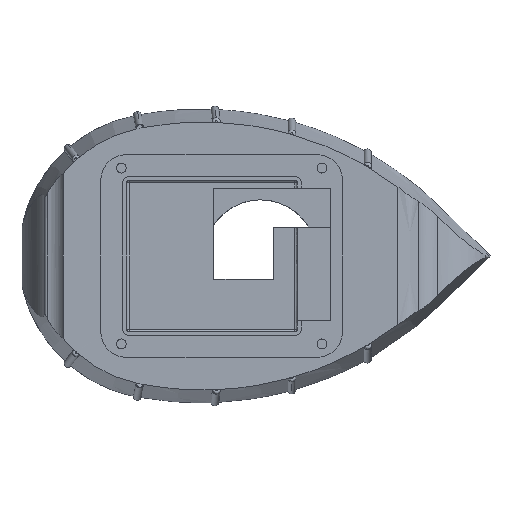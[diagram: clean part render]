
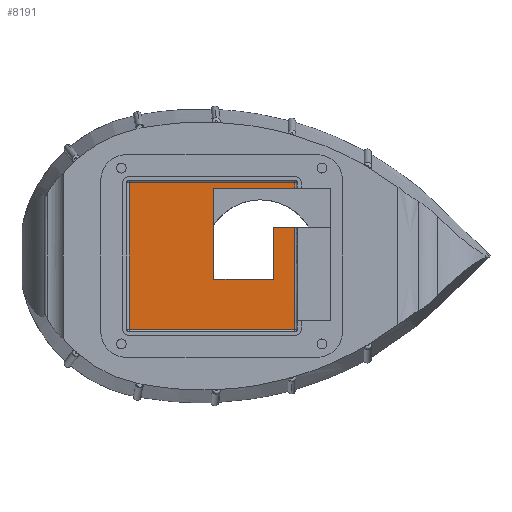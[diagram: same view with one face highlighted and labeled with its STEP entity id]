
A CAD part, front view. The second image highlights one B-rep face of the part: STEP entity #8191.
In plain terms, the highlighted planar face has unit normal (0, -1, 0).
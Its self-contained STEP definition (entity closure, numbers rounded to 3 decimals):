
#15 = LINE ( 'NONE', #9133, #8490 ) ;
#536 = CARTESIAN_POINT ( 'NONE',  ( -18., 17.952, 0. ) ) ;
#651 = VERTEX_POINT ( 'NONE', #5179 ) ;
#668 = CARTESIAN_POINT ( 'NONE',  ( 13.1, 17.952, -28.125 ) ) ;
#766 = DIRECTION ( 'NONE',  ( 0., -1., 0. ) ) ;
#1011 = EDGE_CURVE ( 'NONE', #8364, #9826, #6798, .T. ) ;
#1118 = VERTEX_POINT ( 'NONE', #668 ) ;
#1255 = LINE ( 'NONE', #11339, #2573 ) ;
#1541 = EDGE_CURVE ( 'NONE', #5022, #6144, #9477, .T. ) ;
#1559 = FACE_OUTER_BOUND ( 'NONE', #8227, .T. ) ;
#1711 = CARTESIAN_POINT ( 'NONE',  ( -50.5, 17.952, 28.125 ) ) ;
#1752 = DIRECTION ( 'NONE',  ( -1., 0., 0. ) ) ;
#2267 = DIRECTION ( 'NONE',  ( 1., 0., 0. ) ) ;
#2312 = VECTOR ( 'NONE', #6880, 1000. ) ;
#2423 = CARTESIAN_POINT ( 'NONE',  ( -15., 17.952, -9. ) ) ;
#2573 = VECTOR ( 'NONE', #12520, 1000. ) ;
#2665 = DIRECTION ( 'NONE',  ( -1., 0., 0. ) ) ;
#3103 = LINE ( 'NONE', #7120, #9537 ) ;
#3399 = CARTESIAN_POINT ( 'NONE',  ( -18., 17.952, -9. ) ) ;
#3423 = EDGE_CURVE ( 'NONE', #651, #10792, #12765, .T. ) ;
#3609 = EDGE_CURVE ( 'NONE', #5214, #5022, #7869, .T. ) ;
#4067 = VECTOR ( 'NONE', #10534, 1000. ) ;
#4082 = ORIENTED_EDGE ( 'NONE', *, *, #9124, .T. ) ;
#4158 = DIRECTION ( 'NONE',  ( 0., 0., -1. ) ) ;
#4317 = VECTOR ( 'NONE', #9643, 1000. ) ;
#4526 = LINE ( 'NONE', #2423, #4067 ) ;
#4709 = CARTESIAN_POINT ( 'NONE',  ( 5., 17.952, 0. ) ) ;
#4813 = ORIENTED_EDGE ( 'NONE', *, *, #9762, .F. ) ;
#5022 = VERTEX_POINT ( 'NONE', #5670 ) ;
#5179 = CARTESIAN_POINT ( 'NONE',  ( 13.1, 17.952, 28.125 ) ) ;
#5214 = VERTEX_POINT ( 'NONE', #10891 ) ;
#5670 = CARTESIAN_POINT ( 'NONE',  ( 5., 17.952, 11.125 ) ) ;
#5724 = EDGE_CURVE ( 'NONE', #6762, #11781, #15, .T. ) ;
#5767 = CARTESIAN_POINT ( 'NONE',  ( -18., 17.952, 26.125 ) ) ;
#5924 = ORIENTED_EDGE ( 'NONE', *, *, #1541, .F. ) ;
#6144 = VERTEX_POINT ( 'NONE', #8043 ) ;
#6314 = VECTOR ( 'NONE', #12900, 1000. ) ;
#6368 = DIRECTION ( 'NONE',  ( 1., 0., 0. ) ) ;
#6536 = VECTOR ( 'NONE', #1752, 1000. ) ;
#6594 = CARTESIAN_POINT ( 'NONE',  ( 13.1, 17.952, 26.125 ) ) ;
#6739 = ORIENTED_EDGE ( 'NONE', *, *, #1011, .T. ) ;
#6750 = LINE ( 'NONE', #10781, #6536 ) ;
#6762 = VERTEX_POINT ( 'NONE', #7421 ) ;
#6798 = LINE ( 'NONE', #536, #4317 ) ;
#6824 = PLANE ( 'NONE',  #7213 ) ;
#6880 = DIRECTION ( 'NONE',  ( 0., 0., 1. ) ) ;
#7081 = CARTESIAN_POINT ( 'NONE',  ( -15., 17.952, 26.125 ) ) ;
#7093 = ORIENTED_EDGE ( 'NONE', *, *, #3423, .F. ) ;
#7115 = ORIENTED_EDGE ( 'NONE', *, *, #3609, .F. ) ;
#7120 = CARTESIAN_POINT ( 'NONE',  ( 13.1, 17.952, 0. ) ) ;
#7213 = AXIS2_PLACEMENT_3D ( 'NONE', #10858, #766, #2665 ) ;
#7421 = CARTESIAN_POINT ( 'NONE',  ( -50.5, 17.952, -28.125 ) ) ;
#7456 = ORIENTED_EDGE ( 'NONE', *, *, #7714, .F. ) ;
#7714 = EDGE_CURVE ( 'NONE', #6144, #1118, #3103, .T. ) ;
#7869 = LINE ( 'NONE', #4709, #2312 ) ;
#8043 = CARTESIAN_POINT ( 'NONE',  ( 13.1, 17.952, 11.125 ) ) ;
#8191 = ADVANCED_FACE ( 'NONE', ( #1559 ), #6824, .T. ) ;
#8227 = EDGE_LOOP ( 'NONE', ( #4082, #7093, #11731, #9098, #4813, #7456, #5924, #7115, #10213, #6739 ) ) ;
#8319 = VECTOR ( 'NONE', #6368, 1000. ) ;
#8351 = CARTESIAN_POINT ( 'NONE',  ( -15., 17.952, 11.125 ) ) ;
#8364 = VERTEX_POINT ( 'NONE', #3399 ) ;
#8490 = VECTOR ( 'NONE', #9921, 1000. ) ;
#8551 = EDGE_CURVE ( 'NONE', #8364, #5214, #4526, .T. ) ;
#9098 = ORIENTED_EDGE ( 'NONE', *, *, #5724, .F. ) ;
#9124 = EDGE_CURVE ( 'NONE', #9826, #10792, #12298, .T. ) ;
#9133 = CARTESIAN_POINT ( 'NONE',  ( -50.5, 17.952, 0. ) ) ;
#9477 = LINE ( 'NONE', #8351, #8319 ) ;
#9537 = VECTOR ( 'NONE', #4158, 1000. ) ;
#9643 = DIRECTION ( 'NONE',  ( 0., 0., 1. ) ) ;
#9762 = EDGE_CURVE ( 'NONE', #1118, #6762, #6750, .T. ) ;
#9826 = VERTEX_POINT ( 'NONE', #5767 ) ;
#9921 = DIRECTION ( 'NONE',  ( 0., 0., 1. ) ) ;
#10213 = ORIENTED_EDGE ( 'NONE', *, *, #8551, .F. ) ;
#10347 = VECTOR ( 'NONE', #2267, 1000. ) ;
#10534 = DIRECTION ( 'NONE',  ( 1., 0., 0. ) ) ;
#10719 = CARTESIAN_POINT ( 'NONE',  ( 13.1, 17.952, 0. ) ) ;
#10781 = CARTESIAN_POINT ( 'NONE',  ( -15., 17.952, -28.125 ) ) ;
#10792 = VERTEX_POINT ( 'NONE', #6594 ) ;
#10858 = CARTESIAN_POINT ( 'NONE',  ( -15., 17.952, 0. ) ) ;
#10891 = CARTESIAN_POINT ( 'NONE',  ( 5., 17.952, -9. ) ) ;
#11339 = CARTESIAN_POINT ( 'NONE',  ( -15., 17.952, 28.125 ) ) ;
#11731 = ORIENTED_EDGE ( 'NONE', *, *, #12536, .F. ) ;
#11781 = VERTEX_POINT ( 'NONE', #1711 ) ;
#12298 = LINE ( 'NONE', #7081, #10347 ) ;
#12520 = DIRECTION ( 'NONE',  ( 1., 0., 0. ) ) ;
#12536 = EDGE_CURVE ( 'NONE', #11781, #651, #1255, .T. ) ;
#12765 = LINE ( 'NONE', #10719, #6314 ) ;
#12900 = DIRECTION ( 'NONE',  ( 0., 0., -1. ) ) ;
